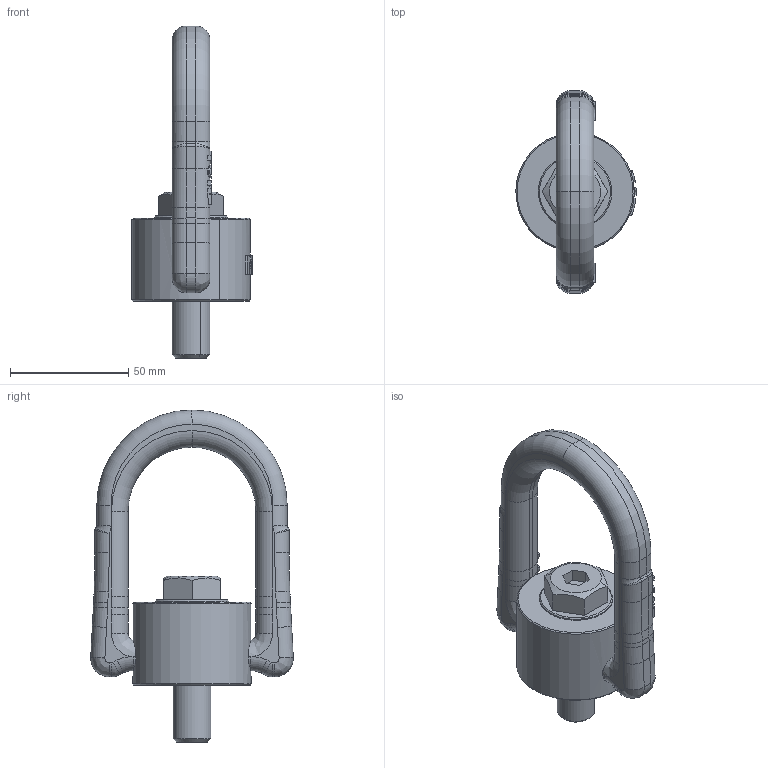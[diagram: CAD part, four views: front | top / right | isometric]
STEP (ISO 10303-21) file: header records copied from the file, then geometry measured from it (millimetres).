
FILE_DESCRIPTION(('CATIA V5 STEP Exchange'),'2;1');
FILE_NAME('8-231-020.stp','2016-03-29T05:45:43+00:00',('none'),('none'),'CATIA Version 5 Release 21 GA (IN-10)','CATIA V5 STEP AP203','none');
FILE_SCHEMA(('CONFIG_CONTROL_DESIGN'));
Length unit declared in the file: millimetre
Products named in the file (1): 8-231-020
Bounding box: 50.79 x 85.53 x 140.19 mm (x, y, z)
Volume: 128465.1 mm3; surface area: 24012.6 mm2
Topology: 1 solids, 1 shells, 406 faces, 1100 edges, 701 vertices
Faces by surface type: plane 263, cylinder 84, torus 29, bspline 12, cone 10, extrusion 4, revolution 4
Entity records: 13909 total; most frequent: CARTESIAN_POINT 4687, ORIENTED_EDGE 2192, DIRECTION 1411, EDGE_CURVE 1096, VERTEX_POINT 701, VECTOR 547, LINE 543, AXIS2_PLACEMENT_3D 526
